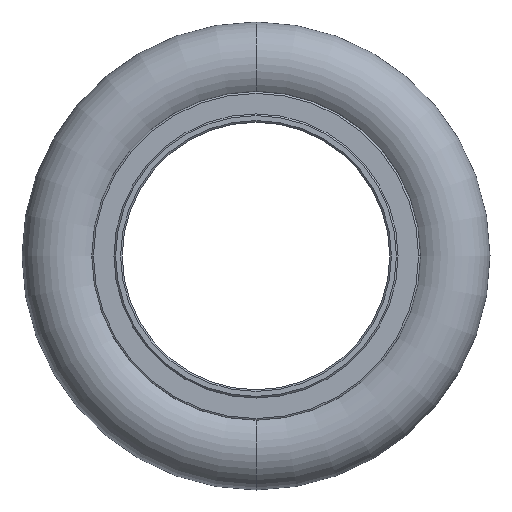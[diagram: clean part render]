
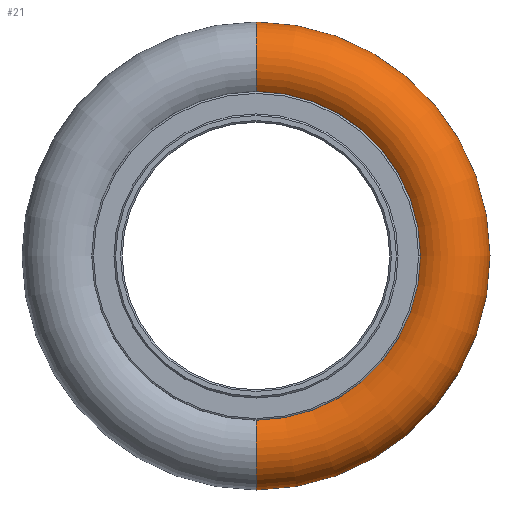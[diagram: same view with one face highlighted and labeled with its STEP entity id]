
A CAD part, front view. The second image highlights one B-rep face of the part: STEP entity #21.
In plain terms, the highlighted toroidal (fillet/blend) face has major radius 11.5 mm and minor radius 2.5 mm.
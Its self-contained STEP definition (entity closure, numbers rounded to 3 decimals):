
#19 = VERTEX_POINT ( 'NONE', #439 ) ;
#21 = ADVANCED_FACE ( 'NONE', ( #380 ), #428, .T. ) ;
#22 = EDGE_CURVE ( 'NONE', #294, #64, #398, .T. ) ;
#26 = EDGE_CURVE ( 'NONE', #34, #19, #438, .T. ) ;
#31 = ORIENTED_EDGE ( 'NONE', *, *, #26, .F. ) ;
#34 = VERTEX_POINT ( 'NONE', #422 ) ;
#39 = EDGE_CURVE ( 'NONE', #19, #64, #327, .T. ) ;
#40 = ORIENTED_EDGE ( 'NONE', *, *, #39, .F. ) ;
#64 = VERTEX_POINT ( 'NONE', #634 ) ;
#73 = ORIENTED_EDGE ( 'NONE', *, *, #22, .T. ) ;
#74 = EDGE_LOOP ( 'NONE', ( #40, #31, #77, #73 ) ) ;
#75 = EDGE_CURVE ( 'NONE', #34, #294, #655, .T. ) ;
#77 = ORIENTED_EDGE ( 'NONE', *, *, #75, .T. ) ;
#294 = VERTEX_POINT ( 'NONE', #854 ) ;
#322 = DIRECTION ( 'NONE',  ( 0., 0., 1. ) ) ;
#327 = CIRCLE ( 'NONE', #350, 14. ) ;
#328 = DIRECTION ( 'NONE',  ( 0., 0., 1. ) ) ;
#329 = DIRECTION ( 'NONE',  ( -1., 0., 0. ) ) ;
#330 = CARTESIAN_POINT ( 'NONE',  ( 0., 0., 11.5 ) ) ;
#336 = DIRECTION ( 'NONE',  ( 0., 0., -1. ) ) ;
#337 = DIRECTION ( 'NONE',  ( 1., 0., 0. ) ) ;
#348 = DIRECTION ( 'NONE',  ( 0., 0., 1. ) ) ;
#349 = DIRECTION ( 'NONE',  ( 0., 1., 0. ) ) ;
#350 = AXIS2_PLACEMENT_3D ( 'NONE', #359, #349, #348 ) ;
#359 = CARTESIAN_POINT ( 'NONE',  ( 0., 0., 0. ) ) ;
#374 = DIRECTION ( 'NONE',  ( 0., 1., 0. ) ) ;
#380 = FACE_OUTER_BOUND ( 'NONE', #74, .T. ) ;
#396 = AXIS2_PLACEMENT_3D ( 'NONE', #436, #374, #322 ) ;
#398 = CIRCLE ( 'NONE', #430, 2.5 ) ;
#401 = AXIS2_PLACEMENT_3D ( 'NONE', #330, #329, #328 ) ;
#422 = CARTESIAN_POINT ( 'NONE',  ( 0., 0., 9. ) ) ;
#428 = TOROIDAL_SURFACE ( 'NONE', #396, 11.5, 2.5 ) ;
#429 = CARTESIAN_POINT ( 'NONE',  ( 0., 0., -11.5 ) ) ;
#430 = AXIS2_PLACEMENT_3D ( 'NONE', #429, #337, #336 ) ;
#436 = CARTESIAN_POINT ( 'NONE',  ( 0., 0., 0. ) ) ;
#438 = CIRCLE ( 'NONE', #401, 2.5 ) ;
#439 = CARTESIAN_POINT ( 'NONE',  ( 0., 0., 14. ) ) ;
#538 = DIRECTION ( 'NONE',  ( 0., 0., 1. ) ) ;
#552 = DIRECTION ( 'NONE',  ( 0., 1., 0. ) ) ;
#553 = CARTESIAN_POINT ( 'NONE',  ( 0., 0., 0. ) ) ;
#554 = AXIS2_PLACEMENT_3D ( 'NONE', #553, #552, #538 ) ;
#634 = CARTESIAN_POINT ( 'NONE',  ( 0., 0., -14. ) ) ;
#655 = CIRCLE ( 'NONE', #554, 9. ) ;
#854 = CARTESIAN_POINT ( 'NONE',  ( 0., 0., -9. ) ) ;
